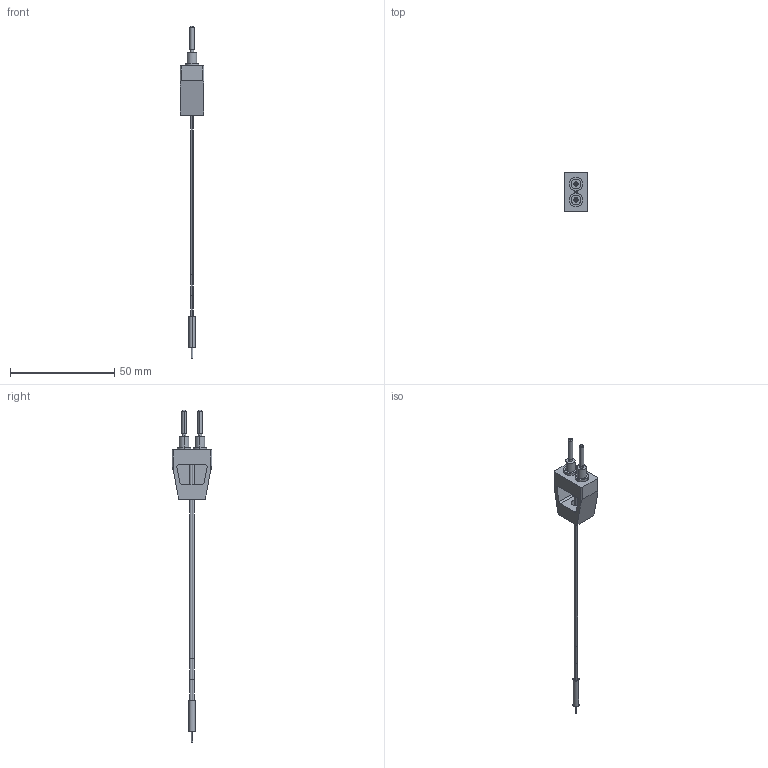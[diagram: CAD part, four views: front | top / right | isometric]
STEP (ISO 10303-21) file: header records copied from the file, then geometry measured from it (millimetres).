
FILE_DESCRIPTION((''),'2;1');
FILE_NAME('191551_ASM','2016-02-16T',('pdmadmin'),(''),'PRO/ENGINEER BY PARAMETRIC TECHNOLOGY CORPORATION, 2013230','PRO/ENGINEER BY PARAMETRIC TECHNOLOGY CORPORATION, 2013230','');
FILE_SCHEMA(('CONFIG_CONTROL_DESIGN'));
Length unit declared in the file: inch
Products named in the file (9): 39614; 30800; 39613; FIBER_CORE_-25_010; 61220_ASM; 40197; 39365; 38710_ASM; 191551_ASM
Assembly tree (11 placements, depth 4):
  191551_ASM
    38710_ASM
      61220_ASM
        39614
        30800  x2
        39613
        FIBER_CORE_-25_010  x2
      40197
      39365  x2
Bounding box: 11.43 x 19.05 x 159.04 mm (x, y, z)
Volume: 3771.6 mm3; surface area: 4476.2 mm2
Topology: 9 solids, 11 shells, 567 faces, 1521 edges, 996 vertices
Faces by surface type: plane 301, cylinder 228, cone 26, bspline 8, torus 4
Entity records: 16952 total; most frequent: CARTESIAN_POINT 3139, DIRECTION 2917, ORIENTED_EDGE 2838, EDGE_CURVE 1421, VECTOR 997, LINE 997, AXIS2_PLACEMENT_3D 960, VERTEX_POINT 936
